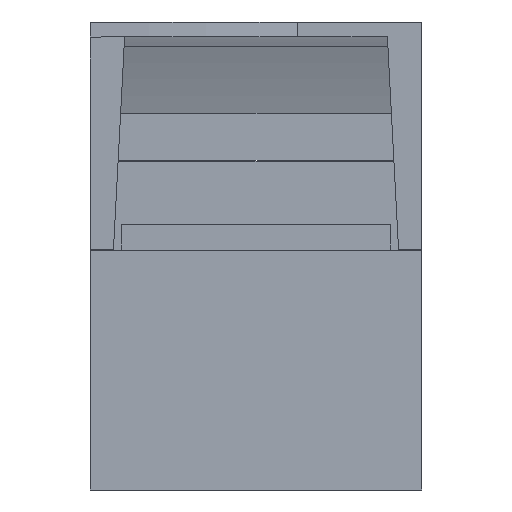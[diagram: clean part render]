
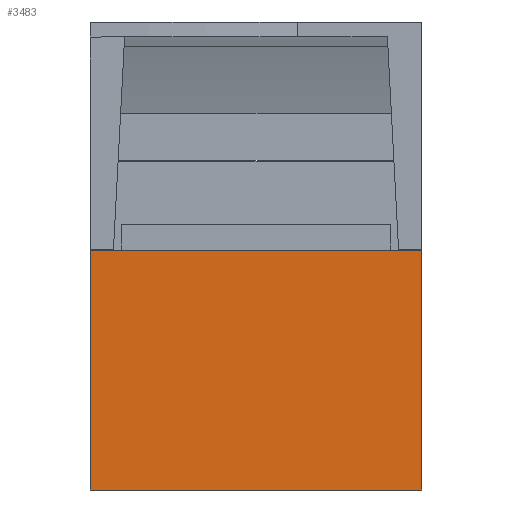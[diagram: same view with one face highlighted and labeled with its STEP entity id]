
A CAD part, front view. The second image highlights one B-rep face of the part: STEP entity #3483.
In plain terms, the highlighted planar face has unit normal (0, -1, 0).
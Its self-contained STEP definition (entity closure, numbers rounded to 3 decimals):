
#2824=FACE_OUTER_BOUND('',#6393,.T.);
#3483=ADVANCED_FACE('',(#2824),#14750,.F.);
#4391=LINE('',#35732,#5408);
#4415=LINE('',#35780,#5432);
#4416=LINE('',#35782,#5433);
#4417=LINE('',#35784,#5434);
#5408=VECTOR('',#18729,1.);
#5432=VECTOR('',#18763,1.);
#5433=VECTOR('',#18764,1.);
#5434=VECTOR('',#18765,1.);
#6393=EDGE_LOOP('',(#9542,#9543,#9544,#9545));
#9542=ORIENTED_EDGE('',*,*,#12294,.T.);
#9543=ORIENTED_EDGE('',*,*,#12318,.F.);
#9544=ORIENTED_EDGE('',*,*,#12319,.F.);
#9545=ORIENTED_EDGE('',*,*,#12320,.F.);
#10702=VERTEX_POINT('',#35731);
#10703=VERTEX_POINT('',#35733);
#10722=VERTEX_POINT('',#35781);
#10723=VERTEX_POINT('',#35783);
#12294=EDGE_CURVE('',#10703,#10702,#4391,.T.);
#12318=EDGE_CURVE('',#10722,#10702,#4415,.T.);
#12319=EDGE_CURVE('',#10723,#10722,#4416,.T.);
#12320=EDGE_CURVE('',#10703,#10723,#4417,.T.);
#14750=PLANE('',#16442);
#16442=AXIS2_PLACEMENT_3D('',#35785,#18766,#18767);
#18729=DIRECTION('',(-1.,0.,0.));
#18763=DIRECTION('',(0.,0.,1.));
#18764=DIRECTION('',(-1.,0.,0.));
#18765=DIRECTION('',(0.,0.,-1.));
#18766=DIRECTION('',(0.,1.,0.));
#18767=DIRECTION('',(1.,0.,0.));
#35731=CARTESIAN_POINT('',(0.,3.,28.9));
#35732=CARTESIAN_POINT('',(40.,3.,28.9));
#35733=CARTESIAN_POINT('',(40.,3.,28.9));
#35780=CARTESIAN_POINT('',(0.,3.,6.5));
#35781=CARTESIAN_POINT('',(0.,3.,0.));
#35782=CARTESIAN_POINT('',(100.,3.,0.));
#35783=CARTESIAN_POINT('',(40.,3.,0.));
#35784=CARTESIAN_POINT('',(40.,3.,6.5));
#35785=CARTESIAN_POINT('',(40.,3.,6.5));
